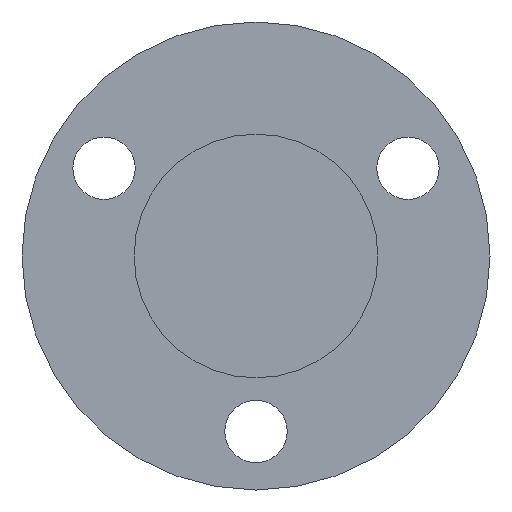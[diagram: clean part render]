
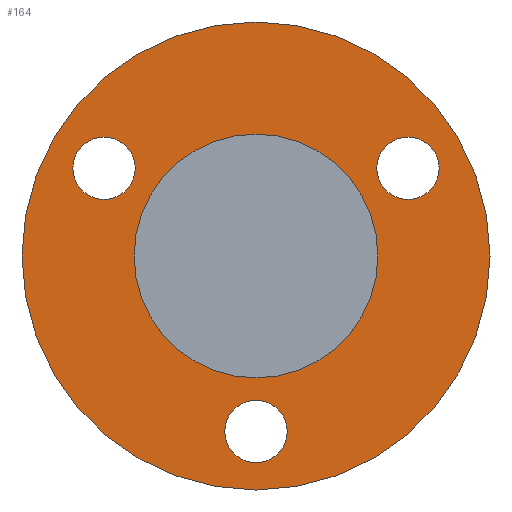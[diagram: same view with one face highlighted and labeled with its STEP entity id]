
A CAD part, front view. The second image highlights one B-rep face of the part: STEP entity #164.
In plain terms, the highlighted face is planar.
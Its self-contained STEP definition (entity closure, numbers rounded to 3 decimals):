
#23=FACE_BOUND('',#55,.T.);
#24=FACE_BOUND('',#56,.T.);
#25=FACE_BOUND('',#57,.T.);
#26=FACE_BOUND('',#58,.T.);
#30=PLANE('',#201);
#40=FACE_OUTER_BOUND('',#54,.T.);
#54=EDGE_LOOP('',(#144));
#55=EDGE_LOOP('',(#145));
#56=EDGE_LOOP('',(#146));
#57=EDGE_LOOP('',(#147));
#58=EDGE_LOOP('',(#148));
#72=CIRCLE('',#182,6.25);
#75=CIRCLE('',#189,1.6);
#77=CIRCLE('',#192,1.6);
#79=CIRCLE('',#195,1.6);
#81=CIRCLE('',#198,12.);
#84=VERTEX_POINT('',#264);
#87=VERTEX_POINT('',#276);
#89=VERTEX_POINT('',#282);
#91=VERTEX_POINT('',#288);
#93=VERTEX_POINT('',#294);
#97=EDGE_CURVE('',#84,#84,#72,.T.);
#101=EDGE_CURVE('',#87,#87,#75,.T.);
#104=EDGE_CURVE('',#89,#89,#77,.T.);
#107=EDGE_CURVE('',#91,#91,#79,.T.);
#110=EDGE_CURVE('',#93,#93,#81,.T.);
#144=ORIENTED_EDGE('',*,*,#110,.T.);
#145=ORIENTED_EDGE('',*,*,#97,.T.);
#146=ORIENTED_EDGE('',*,*,#107,.T.);
#147=ORIENTED_EDGE('',*,*,#104,.T.);
#148=ORIENTED_EDGE('',*,*,#101,.T.);
#164=ADVANCED_FACE('',(#40,#23,#24,#25,#26),#30,.F.);
#182=AXIS2_PLACEMENT_3D('',#266,#212,#213);
#189=AXIS2_PLACEMENT_3D('',#277,#227,#228);
#192=AXIS2_PLACEMENT_3D('',#283,#234,#235);
#195=AXIS2_PLACEMENT_3D('',#289,#241,#242);
#198=AXIS2_PLACEMENT_3D('',#295,#248,#249);
#201=AXIS2_PLACEMENT_3D('',#300,#255,#256);
#212=DIRECTION('center_axis',(0.,0.,1.));
#213=DIRECTION('ref_axis',(1.,0.,0.));
#227=DIRECTION('center_axis',(0.,0.,1.));
#228=DIRECTION('ref_axis',(1.,0.,0.));
#234=DIRECTION('center_axis',(0.,0.,1.));
#235=DIRECTION('ref_axis',(1.,0.,0.));
#241=DIRECTION('center_axis',(0.,0.,1.));
#242=DIRECTION('ref_axis',(1.,0.,0.));
#248=DIRECTION('center_axis',(0.,0.,-1.));
#249=DIRECTION('ref_axis',(1.,0.,0.));
#255=DIRECTION('center_axis',(0.,0.,1.));
#256=DIRECTION('ref_axis',(1.,0.,0.));
#264=CARTESIAN_POINT('',(-6.25,0.,-1.2));
#266=CARTESIAN_POINT('Origin',(0.,0.,-1.2));
#276=CARTESIAN_POINT('',(-1.6,9.,-1.2));
#277=CARTESIAN_POINT('Origin',(0.,9.,-1.2));
#282=CARTESIAN_POINT('',(-9.394,-4.5,-1.2));
#283=CARTESIAN_POINT('Origin',(-7.794,-4.5,-1.2));
#288=CARTESIAN_POINT('',(6.194,-4.5,-1.2));
#289=CARTESIAN_POINT('Origin',(7.794,-4.5,-1.2));
#294=CARTESIAN_POINT('',(-12.,0.,-1.2));
#295=CARTESIAN_POINT('Origin',(0.,0.,-1.2));
#300=CARTESIAN_POINT('Origin',(0.,0.,-1.2));
